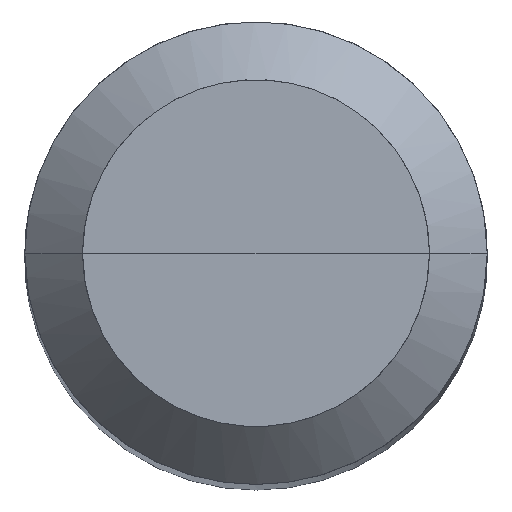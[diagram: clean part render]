
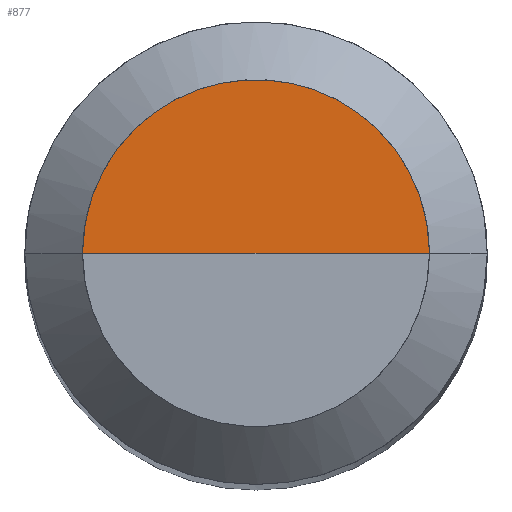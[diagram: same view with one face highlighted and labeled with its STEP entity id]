
A CAD part, top view. The second image highlights one B-rep face of the part: STEP entity #877.
In plain terms, the highlighted free-form (B-spline) face has degree [1, 2] with [2, 5] control points.
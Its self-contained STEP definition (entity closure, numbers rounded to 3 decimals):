
#612=CARTESIAN_POINT('',(1.5,0.0,28.0));
#613=CARTESIAN_POINT('',(1.5,1.5,28.0));
#614=CARTESIAN_POINT('',(0.0,1.5,28.0));
#615=CARTESIAN_POINT('',(-1.5,1.5,28.0));
#616=CARTESIAN_POINT('',(-1.5,0.0,28.0));
#617=CARTESIAN_POINT('',(0.0,0.0,28.0));
#862=(
BOUNDED_SURFACE()
B_SPLINE_SURFACE(1,2,(
(#612,#613,#614,#615,#616),
(#617,#617,#617,#617,#617)
), .UNSPECIFIED.,.F.,.F.,.F.)
B_SPLINE_SURFACE_WITH_KNOTS((2,2),(3,2,3),(
0.0,1.0),(
0.0,0.5,1.0), .UNSPECIFIED.)
GEOMETRIC_REPRESENTATION_ITEM()
RATIONAL_B_SPLINE_SURFACE(((1.0,0.707,1.0,0.707,1.0),
(1.0,0.707,1.0,0.707,1.0)
))
REPRESENTATION_ITEM('')
SURFACE()
);
#863=(
BOUNDED_CURVE()
B_SPLINE_CURVE(2,(#616,#615,#614,#613,#612),.UNSPECIFIED.,.F.,.F.)
B_SPLINE_CURVE_WITH_KNOTS((3,2,3),
(0.0,0.5,1.0),.UNSPECIFIED.)
CURVE()
GEOMETRIC_REPRESENTATION_ITEM()
RATIONAL_B_SPLINE_CURVE((1.0,0.707,1.0,0.707,1.0))
REPRESENTATION_ITEM('')
);
#864=(
BOUNDED_CURVE()
B_SPLINE_CURVE(1,(#612,#617),.UNSPECIFIED.,.F.,.F.)
B_SPLINE_CURVE_WITH_KNOTS((2,2),
(0.0,1.0),.UNSPECIFIED.)
CURVE()
GEOMETRIC_REPRESENTATION_ITEM()
RATIONAL_B_SPLINE_CURVE((1.0,1.0))
REPRESENTATION_ITEM('')
);
#865=(
BOUNDED_CURVE()
B_SPLINE_CURVE(1,(#617,#616),.UNSPECIFIED.,.F.,.F.)
B_SPLINE_CURVE_WITH_KNOTS((2,2),
(0.0,1.0),.UNSPECIFIED.)
CURVE()
GEOMETRIC_REPRESENTATION_ITEM()
RATIONAL_B_SPLINE_CURVE((1.0,1.0))
REPRESENTATION_ITEM('')
);
#866=VERTEX_POINT('',#612);
#867=VERTEX_POINT('',#616);
#868=VERTEX_POINT('',#617);
#869=EDGE_CURVE('',#867,#866,#863,.T.);
#870=EDGE_CURVE('',#866,#868,#864,.T.);
#871=EDGE_CURVE('',#868,#867,#865,.T.);
#872=ORIENTED_EDGE('',*,*,#869,.T.);
#873=ORIENTED_EDGE('',*,*,#870,.T.);
#874=ORIENTED_EDGE('',*,*,#871,.T.);
#875=EDGE_LOOP('',(#872,#873,#874));
#876=FACE_OUTER_BOUND('',#875,.T.);
#877=ADVANCED_FACE('',(#876),#862,.T.);
